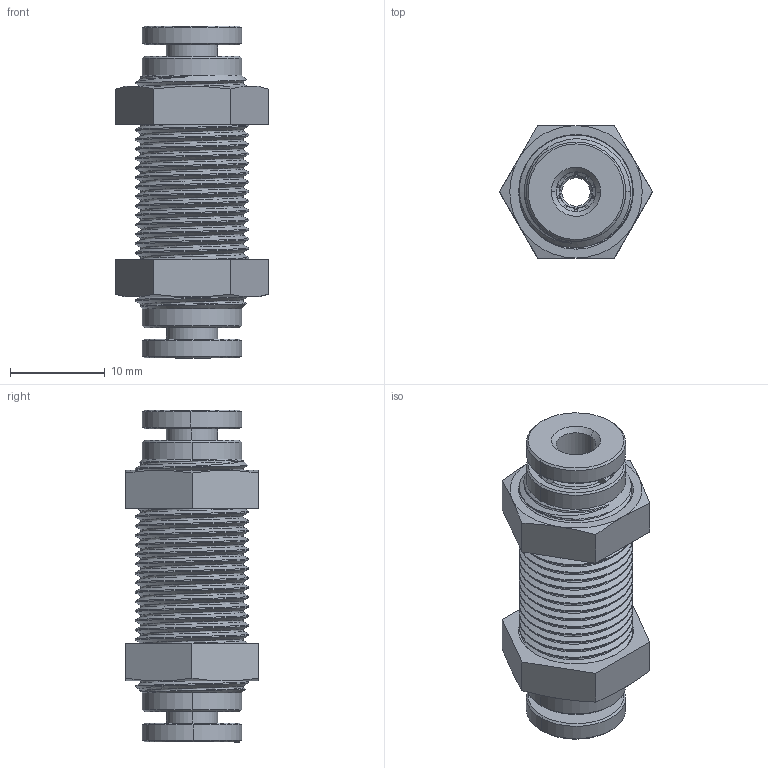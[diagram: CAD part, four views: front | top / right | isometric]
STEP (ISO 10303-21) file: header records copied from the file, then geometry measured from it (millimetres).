
FILE_DESCRIPTION (( 'STEP AP214' ), '1' );
FILE_NAME ('BUS4(5-32)W.STEP', '2018-07-05T15:42:04', ( '' ), ( '' ), 'SwSTEP 2.0', 'SolidWorks 2016', '' );
FILE_SCHEMA (( 'AUTOMOTIVE_DESIGN' ));
Length unit declared in the file: millimetre
Products named in the file (1): BUS4(5-32)W
Bounding box: 16.17 x 14 x 35.08 mm (x, y, z)
Volume: 3033.2 mm3; surface area: 5809.5 mm2
Topology: 13 solids, 13 shells, 649 faces, 1752 edges, 1135 vertices
Faces by surface type: cone 224, plane 204, cylinder 176, bspline 41, torus 4
Entity records: 38304 total; most frequent: CARTESIAN_POINT 15871, ORIENTED_EDGE 3504, DIRECTION 2807, EDGE_CURVE 1752, AXIS2_PLACEMENT_3D 1149, VERTEX_POINT 1135, EDGE_LOOP 681, UNCERTAINTY_MEASURE_WITH_UNIT 664
